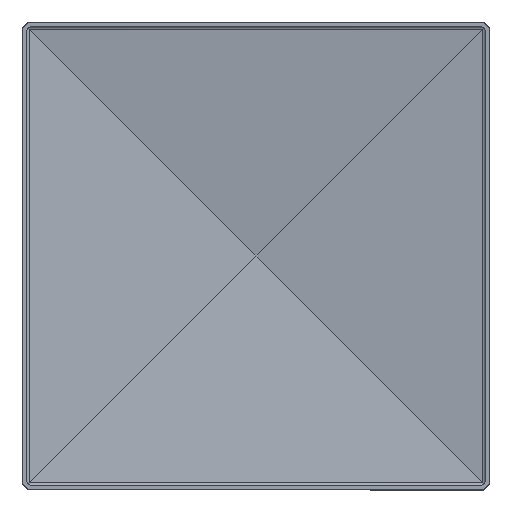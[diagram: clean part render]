
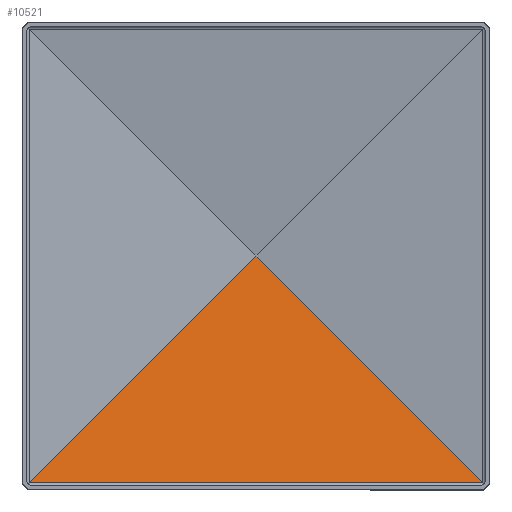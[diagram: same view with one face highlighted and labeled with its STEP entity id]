
A CAD part, front view. The second image highlights one B-rep face of the part: STEP entity #10521.
In plain terms, the highlighted planar face has unit normal (0, -0.992, 0.13).
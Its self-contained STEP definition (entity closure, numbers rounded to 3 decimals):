
#178 = CARTESIAN_POINT ( 'NONE',  ( -74.13, 8.797, -74.13 ) ) ;
#379 = ORIENTED_EDGE ( 'NONE', *, *, #11311, .F. ) ;
#978 = EDGE_LOOP ( 'NONE', ( #379, #11583, #5556 ) ) ;
#1470 = CARTESIAN_POINT ( 'NONE',  ( -75.305, 8.643, -75.305 ) ) ;
#1598 = DIRECTION ( 'NONE',  ( 0., 0.13, 0.992 ) ) ;
#1925 = VERTEX_POINT ( 'NONE', #178 ) ;
#2617 = PLANE ( 'NONE',  #8946 ) ;
#3154 = LINE ( 'NONE', #3982, #5312 ) ;
#3982 = CARTESIAN_POINT ( 'NONE',  ( 37.834, 13.542, -37.834 ) ) ;
#4125 = CARTESIAN_POINT ( 'NONE',  ( -76.5, 8.797, -74.13 ) ) ;
#5312 = VECTOR ( 'NONE', #11561, 1000. ) ;
#5556 = ORIENTED_EDGE ( 'NONE', *, *, #6822, .T. ) ;
#6071 = CARTESIAN_POINT ( 'NONE',  ( 74.13, 8.797, -74.13 ) ) ;
#6822 = EDGE_CURVE ( 'NONE', #1925, #11994, #12371, .T. ) ;
#7453 = FACE_OUTER_BOUND ( 'NONE', #978, .T. ) ;
#7615 = EDGE_CURVE ( 'NONE', #1925, #11763, #12736, .T. ) ;
#7821 = DIRECTION ( 'NONE',  ( 0.704, 0.092, 0.704 ) ) ;
#7956 = DIRECTION ( 'NONE',  ( 0., 0.992, -0.13 ) ) ;
#8946 = AXIS2_PLACEMENT_3D ( 'NONE', #12343, #7956, #1598 ) ;
#10521 = ADVANCED_FACE ( 'NONE', ( #7453 ), #2617, .F. ) ;
#10943 = DIRECTION ( 'NONE',  ( 1., 0., 0. ) ) ;
#11311 = EDGE_CURVE ( 'NONE', #11763, #11994, #3154, .T. ) ;
#11561 = DIRECTION ( 'NONE',  ( 0.704, -0.092, -0.704 ) ) ;
#11583 = ORIENTED_EDGE ( 'NONE', *, *, #7615, .F. ) ;
#11597 = VECTOR ( 'NONE', #7821, 1000. ) ;
#11763 = VERTEX_POINT ( 'NONE', #13447 ) ;
#11994 = VERTEX_POINT ( 'NONE', #6071 ) ;
#12343 = CARTESIAN_POINT ( 'NONE',  ( -76.5, 8.797, -74.13 ) ) ;
#12371 = LINE ( 'NONE', #4125, #13544 ) ;
#12736 = LINE ( 'NONE', #1470, #11597 ) ;
#13447 = CARTESIAN_POINT ( 'NONE',  ( 0., 18.488, 0. ) ) ;
#13544 = VECTOR ( 'NONE', #10943, 1000. ) ;
